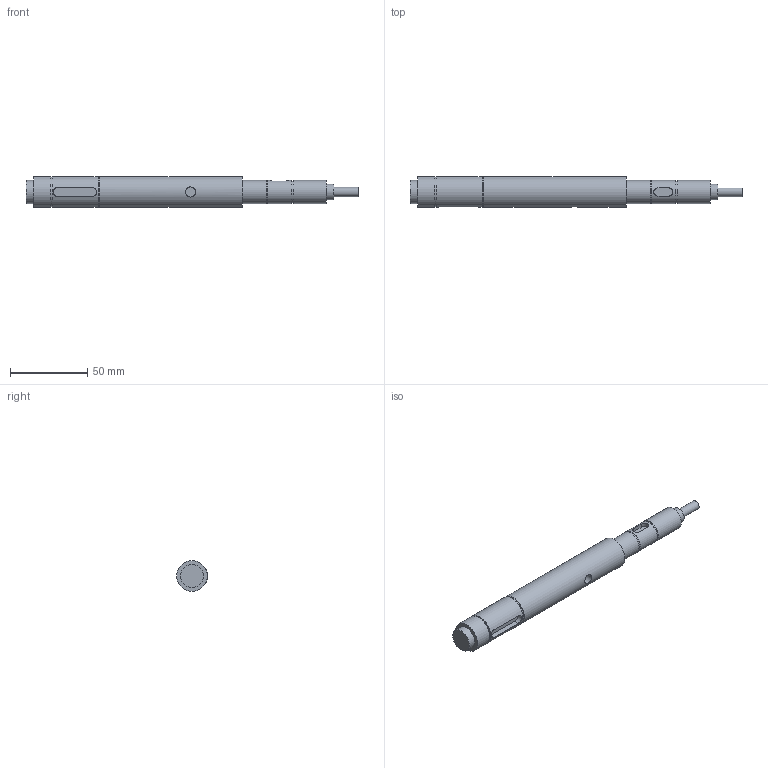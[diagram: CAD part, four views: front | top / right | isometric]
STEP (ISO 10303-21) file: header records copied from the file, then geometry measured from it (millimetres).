
FILE_DESCRIPTION(/* description */ (''),/* implementation_level */ '2;1');
FILE_NAME(/* name */ '轴2.stp',/* time_stamp */ '2019-11-15T22:13:29+08:00',/* author */ ('Mark'),/* organization */ (''),/* preprocessor_version */ 'ST-DEVELOPER v17',/* originating_system */ 'Autodesk Inventor 2019',/* authorisation */ '');
FILE_SCHEMA (('AUTOMOTIVE_DESIGN { 1 0 10303 214 3 1 1 }'));
Length unit declared in the file: millimetre
Products named in the file (1): Main Axle
Bounding box: 214.3 x 20 x 20 mm (x, y, z)
Volume: 52377.1 mm3; surface area: 12977.6 mm2
Topology: 1 solids, 1 shells, 40 faces, 101 edges, 77 vertices
Faces by surface type: plane 22, cylinder 18
Full cylindrical faces by diameter (mm): 6.5 x1, 10 x1, 14.3 x2, 15 x4, 19 x2, 20 x3
Entity records: 1403 total; most frequent: CARTESIAN_POINT 335, DIRECTION 226, ORIENTED_EDGE 202, EDGE_CURVE 101, AXIS2_PLACEMENT_3D 96, VERTEX_POINT 77, CIRCLE 55, EDGE_LOOP 54
